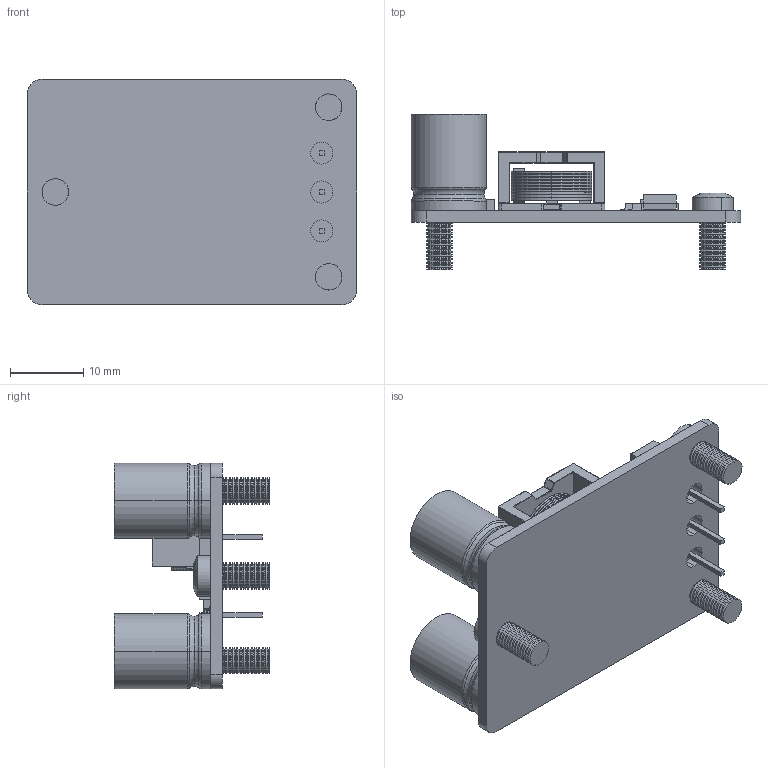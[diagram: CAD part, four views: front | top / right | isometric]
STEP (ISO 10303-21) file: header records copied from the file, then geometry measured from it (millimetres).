
FILE_DESCRIPTION (( 'STEP AP214' ), '1' );
FILE_NAME ('Modul3d_V2.STEP', '2022-01-05T17:53:00', ( '' ), ( '' ), 'SwSTEP 2.0', 'SolidWorks 2018', '' );
FILE_SCHEMA (( 'AUTOMOTIVE_DESIGN' ));
Length unit declared in the file: inch
Products named in the file (12): Inductor.step; TPS40057PWPRG4.step; Solder^Modul3d; hexalobular socket pan head_iso_ISO 14583 - M3 x 8 x 7 - 4.8-S; Modul3d.step; tu.step; tu_Lon.step; LED_1210_3225Metric.step; D_SMA.step; Part1.step; TPCA8053-H.step; Modul3d_V2
Assembly tree (18 placements, depth 3):
  Modul3d_V2
    Modul3d.step
      Part1.step
      Inductor.step
      TPCA8053-H.step  x2
      tu.step  x2
      TPS40057PWPRG4.step
      D_SMA.step
      LED_1210_3225Metric.step
      tu_Lon.step  x4
    hexalobular socket pan head_iso_ISO 14583 - M3 x 8 x 7 - 4.8-S  x3
    Solder^Modul3d
Bounding box: 44.86 x 21.13 x 30.72 mm (x, y, z)
Volume: 5724.5 mm3; surface area: 7040.1 mm2
Topology: 54 solids, 54 shells, 1657 faces, 3931 edges, 2359 vertices
Faces by surface type: plane 780, cylinder 464, cone 194, torus 146, sphere 38, bspline 35
Entity records: 37647 total; most frequent: CARTESIAN_POINT 7898, DIRECTION 6106, ORIENTED_EDGE 5702, EDGE_CURVE 2851, AXIS2_PLACEMENT_3D 2142, VECTOR 1822, LINE 1822, VERTEX_POINT 1739
